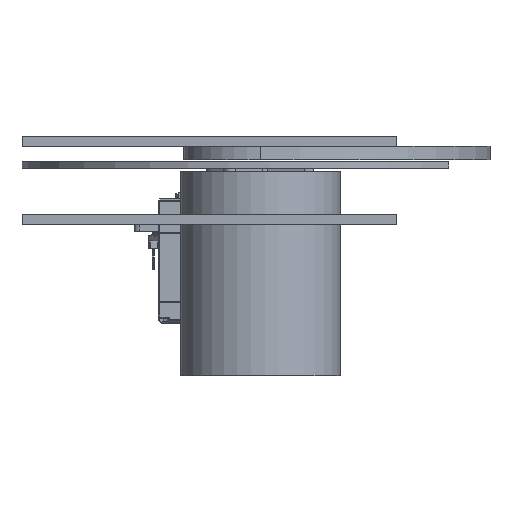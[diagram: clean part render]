
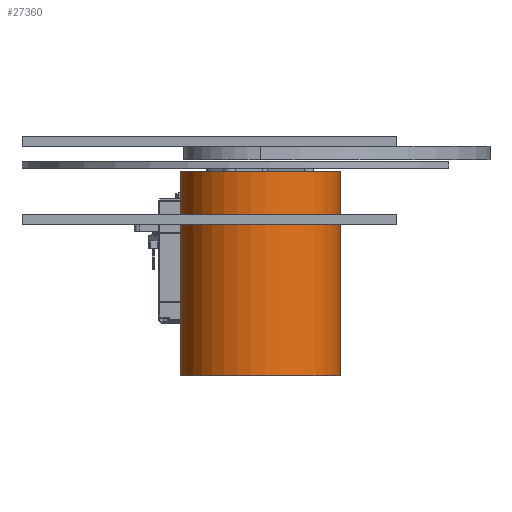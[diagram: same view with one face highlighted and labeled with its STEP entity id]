
A CAD part, front view. The second image highlights one B-rep face of the part: STEP entity #27360.
In plain terms, the highlighted cylindrical face has radius 23.5 mm (diameter 47 mm), a full revolution.
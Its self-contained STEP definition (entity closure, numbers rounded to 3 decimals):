
#8146=FACE_BOUND('',#10165,.T.);
#8455=FACE_OUTER_BOUND('',#10164,.T.);
#10164=EDGE_LOOP('',(#19515));
#10165=EDGE_LOOP('',(#19516));
#11907=CIRCLE('',#29017,23.5);
#11908=CIRCLE('',#29018,23.5);
#12711=VERTEX_POINT('',#38990);
#12712=VERTEX_POINT('',#38992);
#15411=EDGE_CURVE('',#12711,#12711,#11907,.T.);
#15412=EDGE_CURVE('',#12712,#12712,#11908,.T.);
#19515=ORIENTED_EDGE('',*,*,#15411,.T.);
#19516=ORIENTED_EDGE('',*,*,#15412,.F.);
#26958=CYLINDRICAL_SURFACE('',#29016,23.5);
#27360=ADVANCED_FACE('',(#8455,#8146),#26958,.T.);
#29016=AXIS2_PLACEMENT_3D('',#38989,#31696,#31697);
#29017=AXIS2_PLACEMENT_3D('',#38991,#31698,#31699);
#29018=AXIS2_PLACEMENT_3D('',#38993,#31700,#31701);
#31696=DIRECTION('center_axis',(0.,0.,-1.));
#31697=DIRECTION('ref_axis',(0.,1.,0.));
#31698=DIRECTION('center_axis',(0.,0.,-1.));
#31699=DIRECTION('ref_axis',(1.,0.,0.));
#31700=DIRECTION('center_axis',(0.,0.,-1.));
#31701=DIRECTION('ref_axis',(1.,0.,0.));
#38989=CARTESIAN_POINT('Origin',(0.,0.,0.));
#38990=CARTESIAN_POINT('',(0.,23.5,30.));
#38991=CARTESIAN_POINT('Origin',(0.,0.,30.));
#38992=CARTESIAN_POINT('',(0.,23.5,-30.));
#38993=CARTESIAN_POINT('Origin',(0.,0.,-30.));
